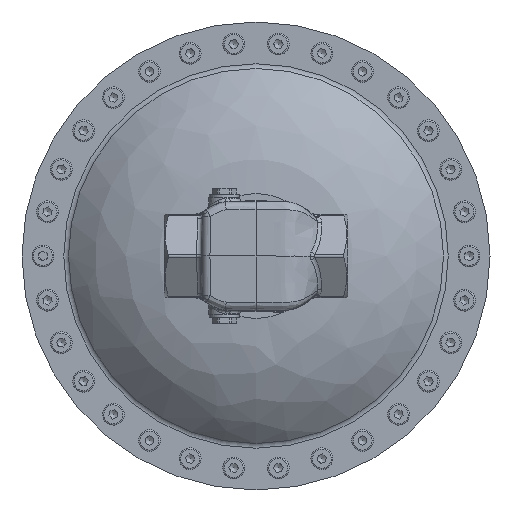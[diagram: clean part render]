
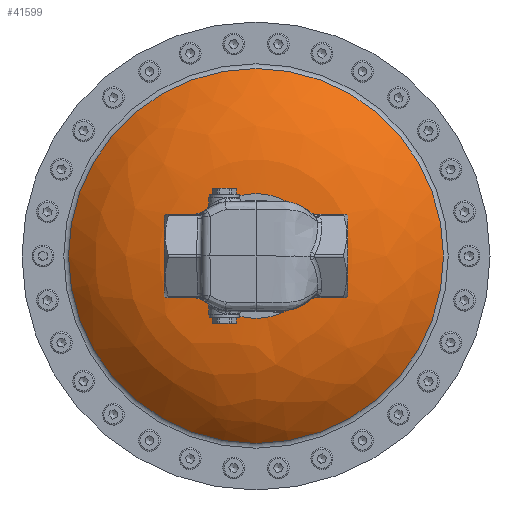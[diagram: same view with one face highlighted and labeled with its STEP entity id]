
A CAD part, front view. The second image highlights one B-rep face of the part: STEP entity #41599.
In plain terms, the highlighted free-form (B-spline) face has degree [2, 2] with [3, 9] control points.
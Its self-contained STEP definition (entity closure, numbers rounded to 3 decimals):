
#23=(
BOUNDED_SURFACE()
B_SPLINE_SURFACE(2,2,((#64124,#64125,#64126,#64127,#64128,#64129,#64130,
#64131,#64132),(#64133,#64134,#64135,#64136,#64137,#64138,#64139,#64140,
#64141),(#64142,#64143,#64144,#64145,#64146,#64147,#64148,#64149,#64150)),
 .UNSPECIFIED.,.F.,.T.,.F.)
B_SPLINE_SURFACE_WITH_KNOTS((3,3),(3,2,2,2,3),(0.778,1.571),
(-3.142,-1.571,0.,1.571,3.142),
 .UNSPECIFIED.)
GEOMETRIC_REPRESENTATION_ITEM()
RATIONAL_B_SPLINE_SURFACE(((1.,0.707,1.,0.707,1.,
0.707,1.,0.707,1.),(0.922,0.652,
0.922,0.652,0.922,0.652,
0.922,0.652,0.922),(1.,0.707,
1.,0.707,1.,0.707,1.,0.707,1.)))
REPRESENTATION_ITEM('')
SURFACE()
);
#5028=FACE_OUTER_BOUND('',#7585,.T.);
#7585=EDGE_LOOP('',(#28164,#28165,#28166,#28167));
#10460=CIRCLE('',#44501,37.355);
#10461=CIRCLE('',#44502,105.);
#10462=CIRCLE('',#44503,112.151);
#16789=VERTEX_POINT('',#64151);
#16790=VERTEX_POINT('',#64153);
#21229=EDGE_CURVE('',#16789,#16789,#10460,.T.);
#21230=EDGE_CURVE('',#16789,#16790,#10461,.T.);
#21231=EDGE_CURVE('',#16790,#16790,#10462,.T.);
#28164=ORIENTED_EDGE('',*,*,#21229,.F.);
#28165=ORIENTED_EDGE('',*,*,#21230,.T.);
#28166=ORIENTED_EDGE('',*,*,#21231,.T.);
#28167=ORIENTED_EDGE('',*,*,#21230,.F.);
#41599=ADVANCED_FACE('',(#5028),#23,.F.);
#44501=AXIS2_PLACEMENT_3D('',#64152,#49804,#49805);
#44502=AXIS2_PLACEMENT_3D('',#64154,#49806,#49807);
#44503=AXIS2_PLACEMENT_3D('',#64155,#49808,#49809);
#49804=DIRECTION('center_axis',(0.,-1.,0.));
#49805=DIRECTION('ref_axis',(-1.,0.,0.));
#49806=DIRECTION('center_axis',(1.,0.,0.));
#49807=DIRECTION('ref_axis',(0.,0.,
-1.));
#49808=DIRECTION('center_axis',(0.,-1.,0.));
#49809=DIRECTION('ref_axis',(-1.,0.,0.));
#64124=CARTESIAN_POINT('Ctrl Pts',(0.,100.807,
-112.151));
#64125=CARTESIAN_POINT('Ctrl Pts',(112.151,100.807,-112.151));
#64126=CARTESIAN_POINT('Ctrl Pts',(112.151,100.807,0.));
#64127=CARTESIAN_POINT('Ctrl Pts',(112.151,100.807,112.151));
#64128=CARTESIAN_POINT('Ctrl Pts',(0.,100.807,
112.151));
#64129=CARTESIAN_POINT('Ctrl Pts',(-112.151,100.807,112.151));
#64130=CARTESIAN_POINT('Ctrl Pts',(-112.151,100.807,0.));
#64131=CARTESIAN_POINT('Ctrl Pts',(-112.151,100.807,-112.151));
#64132=CARTESIAN_POINT('Ctrl Pts',(0.,100.807,
-112.151));
#64133=CARTESIAN_POINT('Ctrl Pts',(0.,69.5,-81.305));
#64134=CARTESIAN_POINT('Ctrl Pts',(81.305,69.5,-81.305));
#64135=CARTESIAN_POINT('Ctrl Pts',(81.305,69.5,0.));
#64136=CARTESIAN_POINT('Ctrl Pts',(81.305,69.5,81.305));
#64137=CARTESIAN_POINT('Ctrl Pts',(0.,69.5,81.305));
#64138=CARTESIAN_POINT('Ctrl Pts',(-81.305,69.5,81.305));
#64139=CARTESIAN_POINT('Ctrl Pts',(-81.305,69.5,0.));
#64140=CARTESIAN_POINT('Ctrl Pts',(-81.305,69.5,-81.305));
#64141=CARTESIAN_POINT('Ctrl Pts',(0.,69.5,-81.305));
#64142=CARTESIAN_POINT('Ctrl Pts',(0.,69.5,-37.355));
#64143=CARTESIAN_POINT('Ctrl Pts',(37.355,69.5,-37.355));
#64144=CARTESIAN_POINT('Ctrl Pts',(37.355,69.5,0.));
#64145=CARTESIAN_POINT('Ctrl Pts',(37.355,69.5,37.355));
#64146=CARTESIAN_POINT('Ctrl Pts',(0.,69.5,37.355));
#64147=CARTESIAN_POINT('Ctrl Pts',(-37.355,69.5,37.355));
#64148=CARTESIAN_POINT('Ctrl Pts',(-37.355,69.5,0.));
#64149=CARTESIAN_POINT('Ctrl Pts',(-37.355,69.5,-37.355));
#64150=CARTESIAN_POINT('Ctrl Pts',(0.,69.5,-37.355));
#64151=CARTESIAN_POINT('',(0.,69.5,-37.355));
#64152=CARTESIAN_POINT('Origin',(0.,69.5,0.));
#64153=CARTESIAN_POINT('',(0.,100.807,-112.151));
#64154=CARTESIAN_POINT('Origin',(0.,174.5,-37.355));
#64155=CARTESIAN_POINT('Origin',(0.,100.807,
0.));
